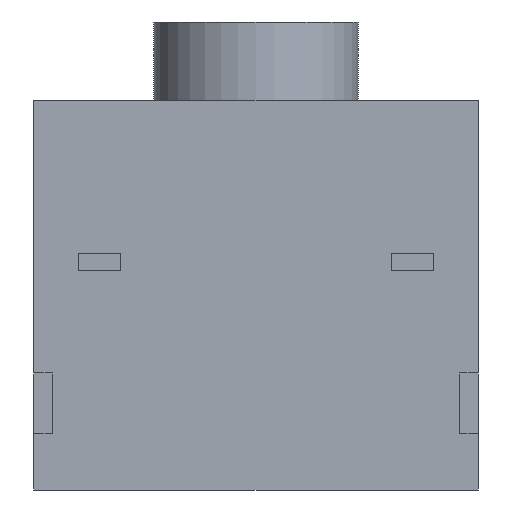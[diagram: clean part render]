
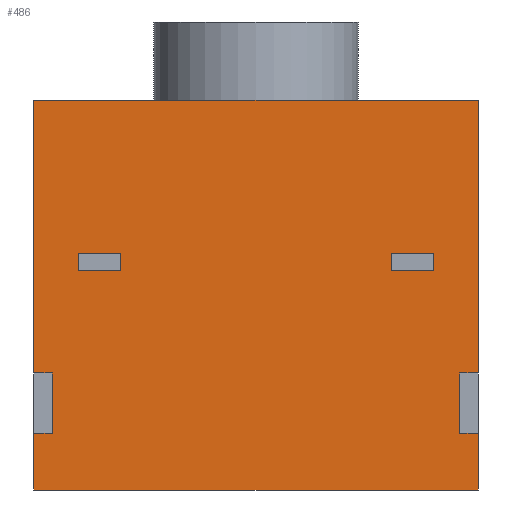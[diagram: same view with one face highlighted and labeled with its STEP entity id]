
A CAD part, front view. The second image highlights one B-rep face of the part: STEP entity #486.
In plain terms, the highlighted planar face has unit normal (0, -1, 0).
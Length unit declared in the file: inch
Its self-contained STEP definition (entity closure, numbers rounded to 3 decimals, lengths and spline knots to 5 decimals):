
#16=FACE_BOUND('',#93,.T.);
#17=FACE_BOUND('',#94,.T.);
#39=PLANE('',#536);
#65=FACE_OUTER_BOUND('',#92,.T.);
#92=EDGE_LOOP('',(#427,#428,#429,#430,#431,#432,#433,#434,#435,#436,#437,
#438));
#93=EDGE_LOOP('',(#439,#440,#441,#442));
#94=EDGE_LOOP('',(#443,#444,#445,#446));
#101=LINE('',#681,#162);
#105=LINE('',#690,#166);
#109=LINE('',#700,#170);
#112=LINE('',#706,#173);
#117=LINE('',#715,#178);
#119=LINE('',#720,#180);
#124=LINE('',#729,#185);
#127=LINE('',#737,#188);
#131=LINE('',#744,#192);
#134=LINE('',#751,#195);
#136=LINE('',#754,#197);
#137=LINE('',#756,#198);
#140=LINE('',#762,#201);
#143=LINE('',#769,#204);
#147=LINE('',#778,#208);
#149=LINE('',#781,#210);
#152=LINE('',#786,#213);
#153=LINE('',#789,#214);
#154=LINE('',#790,#215);
#155=LINE('',#791,#216);
#162=VECTOR('',#557,0.02756);
#166=VECTOR('',#563,0.02756);
#170=VECTOR('',#571,0.03937);
#173=VECTOR('',#576,0.01181);
#178=VECTOR('',#585,0.01181);
#180=VECTOR('',#589,0.01181);
#185=VECTOR('',#598,0.01181);
#188=VECTOR('',#603,0.03937);
#192=VECTOR('',#609,0.01181);
#195=VECTOR('',#616,0.01181);
#197=VECTOR('',#620,0.02756);
#198=VECTOR('',#623,0.02756);
#201=VECTOR('',#628,0.01181);
#204=VECTOR('',#635,0.01181);
#208=VECTOR('',#641,0.29134);
#210=VECTOR('',#645,0.17913);
#213=VECTOR('',#648,0.0374);
#214=VECTOR('',#651,0.29134);
#215=VECTOR('',#652,0.0374);
#216=VECTOR('',#653,0.17913);
#230=VERTEX_POINT('',#678);
#231=VERTEX_POINT('',#680);
#234=VERTEX_POINT('',#687);
#235=VERTEX_POINT('',#689);
#238=VERTEX_POINT('',#697);
#239=VERTEX_POINT('',#699);
#241=VERTEX_POINT('',#705);
#243=VERTEX_POINT('',#713);
#245=VERTEX_POINT('',#719);
#247=VERTEX_POINT('',#727);
#250=VERTEX_POINT('',#734);
#251=VERTEX_POINT('',#736);
#253=VERTEX_POINT('',#742);
#255=VERTEX_POINT('',#750);
#257=VERTEX_POINT('',#760);
#259=VERTEX_POINT('',#768);
#262=VERTEX_POINT('',#775);
#263=VERTEX_POINT('',#777);
#265=VERTEX_POINT('',#784);
#266=VERTEX_POINT('',#788);
#275=EDGE_CURVE('',#231,#230,#101,.T.);
#279=EDGE_CURVE('',#235,#234,#105,.T.);
#283=EDGE_CURVE('',#239,#238,#109,.T.);
#286=EDGE_CURVE('',#241,#231,#112,.T.);
#291=EDGE_CURVE('',#230,#243,#117,.T.);
#293=EDGE_CURVE('',#245,#235,#119,.T.);
#298=EDGE_CURVE('',#234,#247,#124,.T.);
#301=EDGE_CURVE('',#251,#250,#127,.T.);
#305=EDGE_CURVE('',#238,#253,#131,.T.);
#308=EDGE_CURVE('',#255,#239,#134,.T.);
#310=EDGE_CURVE('',#243,#241,#136,.T.);
#311=EDGE_CURVE('',#247,#245,#137,.T.);
#314=EDGE_CURVE('',#250,#257,#140,.T.);
#317=EDGE_CURVE('',#259,#251,#143,.T.);
#321=EDGE_CURVE('',#263,#262,#147,.T.);
#323=EDGE_CURVE('',#262,#255,#149,.T.);
#326=EDGE_CURVE('',#253,#265,#152,.T.);
#327=EDGE_CURVE('',#265,#266,#153,.T.);
#328=EDGE_CURVE('',#259,#266,#154,.T.);
#329=EDGE_CURVE('',#263,#257,#155,.T.);
#427=ORIENTED_EDGE('',*,*,#308,.T.);
#428=ORIENTED_EDGE('',*,*,#283,.T.);
#429=ORIENTED_EDGE('',*,*,#305,.T.);
#430=ORIENTED_EDGE('',*,*,#326,.T.);
#431=ORIENTED_EDGE('',*,*,#327,.T.);
#432=ORIENTED_EDGE('',*,*,#328,.F.);
#433=ORIENTED_EDGE('',*,*,#317,.T.);
#434=ORIENTED_EDGE('',*,*,#301,.T.);
#435=ORIENTED_EDGE('',*,*,#314,.T.);
#436=ORIENTED_EDGE('',*,*,#329,.F.);
#437=ORIENTED_EDGE('',*,*,#321,.T.);
#438=ORIENTED_EDGE('',*,*,#323,.T.);
#439=ORIENTED_EDGE('',*,*,#291,.T.);
#440=ORIENTED_EDGE('',*,*,#310,.T.);
#441=ORIENTED_EDGE('',*,*,#286,.T.);
#442=ORIENTED_EDGE('',*,*,#275,.T.);
#443=ORIENTED_EDGE('',*,*,#298,.T.);
#444=ORIENTED_EDGE('',*,*,#311,.T.);
#445=ORIENTED_EDGE('',*,*,#293,.T.);
#446=ORIENTED_EDGE('',*,*,#279,.T.);
#486=ADVANCED_FACE('',(#65,#16,#17),#39,.T.);
#536=AXIS2_PLACEMENT_3D('',#787,#649,#650);
#557=DIRECTION('',(-1.,0.,0.));
#563=DIRECTION('',(-1.,0.,0.));
#571=DIRECTION('',(0.,0.,-1.));
#576=DIRECTION('',(0.,0.,-1.));
#585=DIRECTION('',(0.,0.,1.));
#589=DIRECTION('',(0.,0.,-1.));
#598=DIRECTION('',(0.,0.,1.));
#603=DIRECTION('',(0.,0.,1.));
#609=DIRECTION('',(-1.,0.,0.));
#616=DIRECTION('',(1.,0.,0.));
#620=DIRECTION('',(1.,0.,0.));
#623=DIRECTION('',(1.,0.,0.));
#628=DIRECTION('',(1.,0.,0.));
#635=DIRECTION('',(-1.,0.,0.));
#641=DIRECTION('',(-1.,0.,0.));
#645=DIRECTION('',(0.,0.,-1.));
#648=DIRECTION('',(0.,0.,-1.));
#649=DIRECTION('center_axis',(0.,-1.,0.));
#650=DIRECTION('ref_axis',(0.,0.,-1.));
#651=DIRECTION('',(1.,0.,0.));
#652=DIRECTION('',(0.,0.,-1.));
#653=DIRECTION('',(0.,0.,-1.));
#678=CARTESIAN_POINT('',(0.08858,-0.13976,-0.1122));
#680=CARTESIAN_POINT('',(0.11614,-0.13976,-0.1122));
#681=CARTESIAN_POINT('',(0.11614,-0.13976,-0.1122));
#687=CARTESIAN_POINT('',(-0.11614,-0.13976,-0.1122));
#689=CARTESIAN_POINT('',(-0.08858,-0.13976,-0.1122));
#690=CARTESIAN_POINT('',(-0.08858,-0.13976,-0.1122));
#697=CARTESIAN_POINT('',(-0.13386,-0.13976,-0.2185));
#699=CARTESIAN_POINT('',(-0.13386,-0.13976,-0.17913));
#700=CARTESIAN_POINT('',(-0.13386,-0.13976,-0.17913));
#705=CARTESIAN_POINT('',(0.11614,-0.13976,-0.10039));
#706=CARTESIAN_POINT('',(0.11614,-0.13976,-0.10039));
#713=CARTESIAN_POINT('',(0.08858,-0.13976,-0.10039));
#715=CARTESIAN_POINT('',(0.08858,-0.13976,-0.1122));
#719=CARTESIAN_POINT('',(-0.08858,-0.13976,-0.10039));
#720=CARTESIAN_POINT('',(-0.08858,-0.13976,-0.10039));
#727=CARTESIAN_POINT('',(-0.11614,-0.13976,-0.10039));
#729=CARTESIAN_POINT('',(-0.11614,-0.13976,-0.1122));
#734=CARTESIAN_POINT('',(0.13386,-0.13976,-0.17913));
#736=CARTESIAN_POINT('',(0.13386,-0.13976,-0.2185));
#737=CARTESIAN_POINT('',(0.13386,-0.13976,-0.2185));
#742=CARTESIAN_POINT('',(-0.14567,-0.13976,-0.2185));
#744=CARTESIAN_POINT('',(-0.13386,-0.13976,-0.2185));
#750=CARTESIAN_POINT('',(-0.14567,-0.13976,-0.17913));
#751=CARTESIAN_POINT('',(-0.14567,-0.13976,-0.17913));
#754=CARTESIAN_POINT('',(0.08858,-0.13976,-0.10039));
#756=CARTESIAN_POINT('',(-0.11614,-0.13976,-0.10039));
#760=CARTESIAN_POINT('',(0.14567,-0.13976,-0.17913));
#762=CARTESIAN_POINT('',(0.13386,-0.13976,-0.17913));
#768=CARTESIAN_POINT('',(0.14567,-0.13976,-0.2185));
#769=CARTESIAN_POINT('',(0.14567,-0.13976,-0.2185));
#775=CARTESIAN_POINT('',(-0.14567,-0.13976,0.));
#777=CARTESIAN_POINT('',(0.14567,-0.13976,0.));
#778=CARTESIAN_POINT('',(0.14567,-0.13976,0.));
#781=CARTESIAN_POINT('',(-0.14567,-0.13976,0.));
#784=CARTESIAN_POINT('',(-0.14567,-0.13976,-0.25591));
#786=CARTESIAN_POINT('',(-0.14567,-0.13976,-0.2185));
#787=CARTESIAN_POINT('Origin',(-0.14567,-0.13976,-0.25591));
#788=CARTESIAN_POINT('',(0.14567,-0.13976,-0.25591));
#789=CARTESIAN_POINT('',(-0.14567,-0.13976,-0.25591));
#790=CARTESIAN_POINT('',(0.14567,-0.13976,-0.2185));
#791=CARTESIAN_POINT('',(0.14567,-0.13976,0.));
